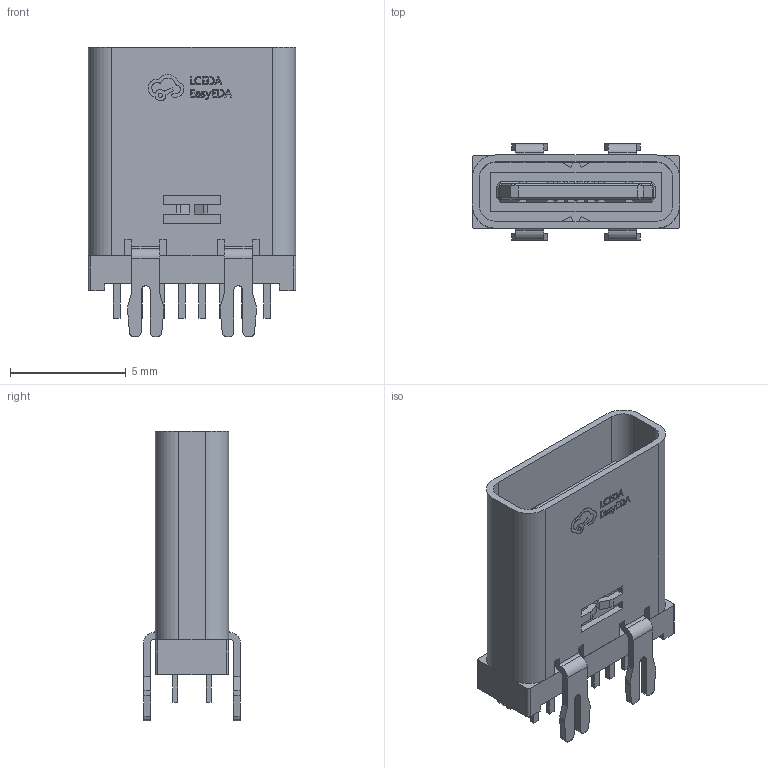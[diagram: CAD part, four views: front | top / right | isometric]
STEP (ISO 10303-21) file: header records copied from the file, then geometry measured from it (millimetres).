
FILE_DESCRIPTION (( 'STEP AP214' ), '1' );
FILE_NAME ('USB-TH_MC-802YC-H105.STEP', '2022-06-24T03:01:06', ( 'PC' ), ( 'Microsoft' ), 'SwSTEP 2.0', 'SolidWorks 2020', '' );
FILE_SCHEMA (( 'AUTOMOTIVE_DESIGN' ));
Length unit declared in the file: millimetre
Products named in the file (1): USB-TH_MC-802YC-H105
Bounding box: 8.94 x 4.16 x 12.5 mm (x, y, z)
Volume: 155.6 mm3; surface area: 682.8 mm2
Topology: 2 solids, 2 shells, 619 faces, 1667 edges, 1086 vertices
Faces by surface type: plane 465, bspline 98, cylinder 56
Entity records: 26461 total; most frequent: CARTESIAN_POINT 4679, ORIENTED_EDGE 3334, DIRECTION 2623, EDGE_CURVE 1667, VECTOR 1355, LINE 1355, VERTEX_POINT 1086, EDGE_LOOP 659
